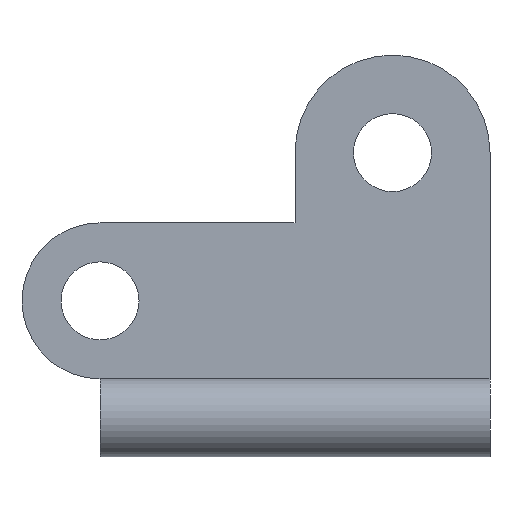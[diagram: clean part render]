
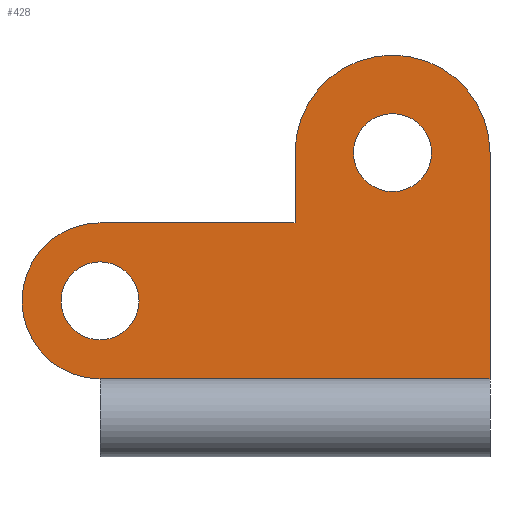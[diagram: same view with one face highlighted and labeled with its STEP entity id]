
A CAD part, front view. The second image highlights one B-rep face of the part: STEP entity #428.
In plain terms, the highlighted planar face has unit normal (0, -1, 0).
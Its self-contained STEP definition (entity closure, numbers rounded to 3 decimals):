
#17=FACE_BOUND('',#76,.T.);
#18=FACE_BOUND('',#77,.T.);
#20=CIRCLE('',#462,25.);
#22=CIRCLE('',#465,20.);
#23=CIRCLE('',#467,10.);
#25=CIRCLE('',#470,10.);
#50=FACE_OUTER_BOUND('',#75,.T.);
#75=EDGE_LOOP('',(#316,#317,#318,#319,#320,#321));
#76=EDGE_LOOP('',(#322));
#77=EDGE_LOOP('',(#323));
#95=LINE('',#630,#140);
#99=LINE('',#637,#144);
#106=LINE('',#668,#151);
#107=LINE('',#669,#152);
#140=VECTOR('',#503,10.);
#144=VECTOR('',#509,10.);
#151=VECTOR('',#544,10.);
#152=VECTOR('',#545,10.);
#185=VERTEX_POINT('',#627);
#186=VERTEX_POINT('',#629);
#188=VERTEX_POINT('',#635);
#190=VERTEX_POINT('',#641);
#192=VERTEX_POINT('',#647);
#193=VERTEX_POINT('',#651);
#195=VERTEX_POINT('',#657);
#198=VERTEX_POINT('',#667);
#225=EDGE_CURVE('',#186,#185,#95,.T.);
#229=EDGE_CURVE('',#185,#188,#99,.T.);
#231=EDGE_CURVE('',#190,#186,#20,.T.);
#235=EDGE_CURVE('',#188,#192,#22,.T.);
#236=EDGE_CURVE('',#193,#193,#23,.T.);
#239=EDGE_CURVE('',#195,#195,#25,.T.);
#244=EDGE_CURVE('',#198,#192,#106,.T.);
#245=EDGE_CURVE('',#198,#190,#107,.T.);
#316=ORIENTED_EDGE('',*,*,#235,.T.);
#317=ORIENTED_EDGE('',*,*,#244,.F.);
#318=ORIENTED_EDGE('',*,*,#245,.T.);
#319=ORIENTED_EDGE('',*,*,#231,.T.);
#320=ORIENTED_EDGE('',*,*,#225,.T.);
#321=ORIENTED_EDGE('',*,*,#229,.T.);
#322=ORIENTED_EDGE('',*,*,#236,.T.);
#323=ORIENTED_EDGE('',*,*,#239,.T.);
#409=PLANE('',#473);
#428=ADVANCED_FACE('',(#50,#17,#18),#409,.T.);
#462=AXIS2_PLACEMENT_3D('',#642,#514,#515);
#465=AXIS2_PLACEMENT_3D('',#649,#522,#523);
#467=AXIS2_PLACEMENT_3D('',#652,#526,#527);
#470=AXIS2_PLACEMENT_3D('',#658,#533,#534);
#473=AXIS2_PLACEMENT_3D('',#666,#542,#543);
#503=DIRECTION('',(0.,0.,-1.));
#509=DIRECTION('',(-1.,0.,0.));
#514=DIRECTION('center_axis',(0.,-1.,0.));
#515=DIRECTION('ref_axis',(1.,0.,0.));
#522=DIRECTION('center_axis',(0.,-1.,0.));
#523=DIRECTION('ref_axis',(0.,0.,1.));
#526=DIRECTION('center_axis',(0.,1.,0.));
#527=DIRECTION('ref_axis',(1.,0.,0.));
#533=DIRECTION('center_axis',(0.,1.,0.));
#534=DIRECTION('ref_axis',(1.,0.,0.));
#542=DIRECTION('center_axis',(0.,-1.,0.));
#543=DIRECTION('ref_axis',(1.,0.,0.));
#544=DIRECTION('',(-1.,0.,0.));
#545=DIRECTION('',(0.,0.,1.));
#627=CARTESIAN_POINT('',(50.,-5.,50.));
#629=CARTESIAN_POINT('',(50.,-5.,68.));
#630=CARTESIAN_POINT('',(50.,-5.,39.));
#635=CARTESIAN_POINT('',(0.,-5.,50.));
#637=CARTESIAN_POINT('',(15.,-5.,50.));
#641=CARTESIAN_POINT('',(100.,-5.,68.));
#642=CARTESIAN_POINT('Origin',(75.,-5.,68.));
#647=CARTESIAN_POINT('',(0.,-5.,10.));
#649=CARTESIAN_POINT('Origin',(0.,-5.,30.));
#651=CARTESIAN_POINT('',(-10.,-5.,30.));
#652=CARTESIAN_POINT('Origin',(0.,-5.,30.));
#657=CARTESIAN_POINT('',(65.,-5.,68.));
#658=CARTESIAN_POINT('Origin',(75.,-5.,68.));
#666=CARTESIAN_POINT('Origin',(-20.,-5.,10.));
#667=CARTESIAN_POINT('',(100.,-5.,10.));
#668=CARTESIAN_POINT('',(-10.,-5.,10.));
#669=CARTESIAN_POINT('',(100.,-5.,10.));
